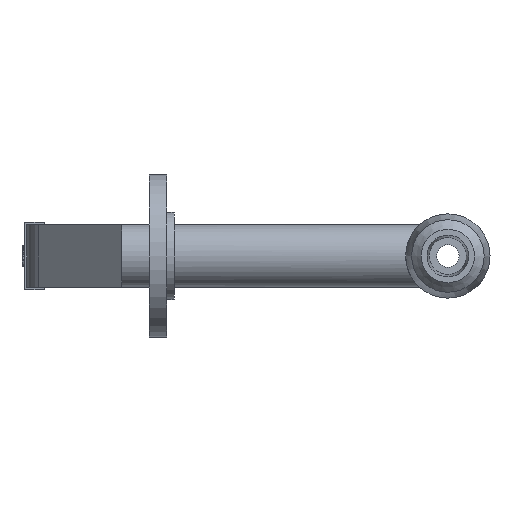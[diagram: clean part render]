
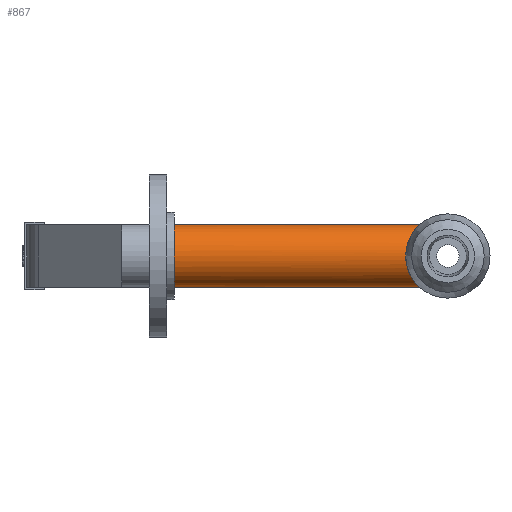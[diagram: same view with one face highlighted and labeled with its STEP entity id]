
A CAD part, left-side view. The second image highlights one B-rep face of the part: STEP entity #867.
In plain terms, the highlighted cylindrical face has radius 12.5 mm (diameter 25 mm), a full revolution.
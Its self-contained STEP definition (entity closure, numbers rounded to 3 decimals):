
#387=CARTESIAN_POINT('',(127.5,109.5,0.0));
#388=VERTEX_POINT('',#387);
#389=CARTESIAN_POINT('',(115.0,109.5,0.0));
#390=DIRECTION('',(0.0,-1.0,0.0));
#391=DIRECTION('',(1.0,0.0,0.0));
#392=AXIS2_PLACEMENT_3D('',#389,#390,#391);
#393=CIRCLE('',#392,12.5);
#394=EDGE_CURVE('',#388,#388,#393,.T.);
#802=CARTESIAN_POINT('',(115.0,116.5,0.0));
#803=DIRECTION('',(0.0,-1.0,0.0));
#804=DIRECTION('',(1.0,0.0,0.0));
#805=AXIS2_PLACEMENT_3D('',#802,#803,#804);
#806=CYLINDRICAL_SURFACE('',#805,12.5);
#807=ORIENTED_EDGE('',*,*,#394,.T.);
#808=EDGE_LOOP('',(#807));
#809=FACE_OUTER_BOUND('',#808,.T.);
#810=CARTESIAN_POINT('',(115.0,11.299,-12.5));
#811=VERTEX_POINT('',#810);
#812=CARTESIAN_POINT('',(115.0,11.299,-12.5));
#813=CARTESIAN_POINT('',(115.837,11.299,-12.5));
#814=CARTESIAN_POINT('',(116.679,11.395,-12.415));
#815=CARTESIAN_POINT('',(118.32,11.749,-12.08));
#816=CARTESIAN_POINT('',(119.119,12.006,-11.831));
#817=CARTESIAN_POINT('',(121.395,12.908,-10.866));
#818=CARTESIAN_POINT('',(122.753,13.677,-9.924));
#819=CARTESIAN_POINT('',(124.903,15.001,-7.775));
#820=CARTESIAN_POINT('',(125.858,15.664,-6.413));
#821=CARTESIAN_POINT('',(126.833,16.359,-4.115));
#822=CARTESIAN_POINT('',(127.084,16.543,-3.306));
#823=CARTESIAN_POINT('',(127.418,16.789,-1.659));
#824=CARTESIAN_POINT('',(127.5,16.85,-0.821));
#825=CARTESIAN_POINT('',(127.5,16.85,0.821));
#826=CARTESIAN_POINT('',(127.418,16.789,1.659));
#827=CARTESIAN_POINT('',(127.084,16.543,3.306));
#828=CARTESIAN_POINT('',(126.833,16.359,4.115));
#829=CARTESIAN_POINT('',(125.858,15.664,6.413));
#830=CARTESIAN_POINT('',(124.903,15.001,7.775));
#831=CARTESIAN_POINT('',(122.753,13.677,9.924));
#832=CARTESIAN_POINT('',(121.395,12.908,10.866));
#833=CARTESIAN_POINT('',(119.119,12.006,11.831));
#834=CARTESIAN_POINT('',(118.32,11.749,12.08));
#835=CARTESIAN_POINT('',(116.679,11.395,12.415));
#836=CARTESIAN_POINT('',(115.837,11.299,12.5));
#837=CARTESIAN_POINT('',(114.163,11.299,12.5));
#838=CARTESIAN_POINT('',(113.321,11.395,12.415));
#839=CARTESIAN_POINT('',(111.68,11.749,12.08));
#840=CARTESIAN_POINT('',(110.881,12.006,11.831));
#841=CARTESIAN_POINT('',(108.605,12.908,10.866));
#842=CARTESIAN_POINT('',(107.247,13.677,9.924));
#843=CARTESIAN_POINT('',(105.097,15.001,7.775));
#844=CARTESIAN_POINT('',(104.142,15.664,6.413));
#845=CARTESIAN_POINT('',(103.167,16.359,4.115));
#846=CARTESIAN_POINT('',(102.916,16.543,3.306));
#847=CARTESIAN_POINT('',(102.582,16.789,1.659));
#848=CARTESIAN_POINT('',(102.5,16.85,0.821));
#849=CARTESIAN_POINT('',(102.5,16.85,-0.821));
#850=CARTESIAN_POINT('',(102.582,16.789,-1.659));
#851=CARTESIAN_POINT('',(102.916,16.543,-3.306));
#852=CARTESIAN_POINT('',(103.167,16.359,-4.115));
#853=CARTESIAN_POINT('',(104.142,15.664,-6.413));
#854=CARTESIAN_POINT('',(105.097,15.001,-7.775));
#855=CARTESIAN_POINT('',(107.247,13.677,-9.924));
#856=CARTESIAN_POINT('',(108.605,12.908,-10.866));
#857=CARTESIAN_POINT('',(110.881,12.006,-11.831));
#858=CARTESIAN_POINT('',(111.68,11.749,-12.08));
#859=CARTESIAN_POINT('',(113.321,11.395,-12.415));
#860=CARTESIAN_POINT('',(114.163,11.299,-12.5));
#861=CARTESIAN_POINT('',(115.0,11.299,-12.5));
#862=B_SPLINE_CURVE_WITH_KNOTS('',3,(#812,#813,#814,#815,#816,#817,#818,#819,#820,#821,#822,#823,#824,#825,#826,#827,#828,#829,#830,#831,#832,#833,#834,#835,#836,#837,#838,#839,#840,#841,#842,#843,#844,#845,#846,#847,#848,#849,#850,#851,#852,#853,#854,#855,#856,#857,#858,#859,#860,#861),.UNSPECIFIED.,.T.,.U.,(4,2,2,2,2,2,2,2,2,2,2,2,2,2,2,2,2,2,2,2,2,2,2,2,4),(0.0,0.251,0.502,1.005,1.497,1.743,1.99,2.236,2.482,2.975,3.477,3.728,3.979,4.231,4.482,4.984,5.477,5.723,5.969,6.215,6.461,6.954,7.456,7.708,7.959),.UNSPECIFIED.);
#863=EDGE_CURVE('',#811,#811,#862,.T.);
#864=ORIENTED_EDGE('',*,*,#863,.F.);
#865=EDGE_LOOP('',(#864));
#866=FACE_BOUND('',#865,.T.);
#867=ADVANCED_FACE('',(#809,#866),#806,.T.);
